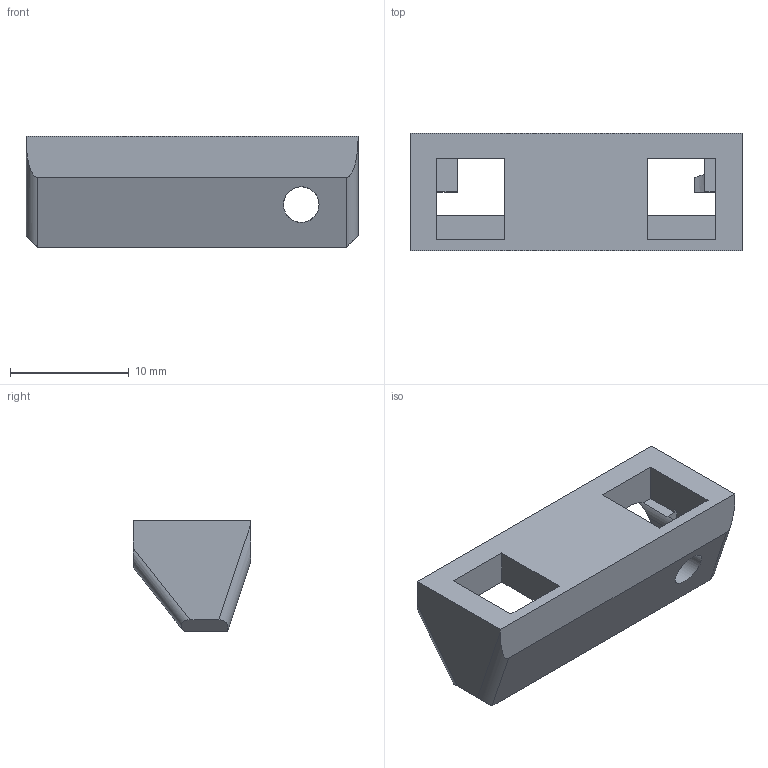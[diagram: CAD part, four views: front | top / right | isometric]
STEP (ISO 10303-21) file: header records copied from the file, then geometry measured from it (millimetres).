
FILE_DESCRIPTION(('FreeCAD Model'),'2;1');
FILE_NAME('Open CASCADE Shape Model','2022-10-31T19:11:35',(''),(''), 'Open CASCADE STEP processor 7.5','FreeCAD','Unknown');
FILE_SCHEMA(('AUTOMOTIVE_DESIGN { 1 0 10303 214 1 1 1 1 }'));
Length unit declared in the file: millimetre
Products named in the file (1): probe_holder
Bounding box: 28 x 9.9 x 9.39 mm (x, y, z)
Volume: 1104.6 mm3; surface area: 1311 mm2
Topology: 1 solids, 1 shells, 49 faces, 141 edges, 91 vertices
Faces by surface type: plane 42, cylinder 7
Full cylindrical faces by diameter (mm): 3 x1
Entity records: 3552 total; most frequent: CARTESIAN_POINT 736, DIRECTION 518, LINE 363, VECTOR 363, ORIENTED_EDGE 282, PCURVE 282, DEFINITIONAL_REPRESENTATION 282, EDGE_CURVE 141
